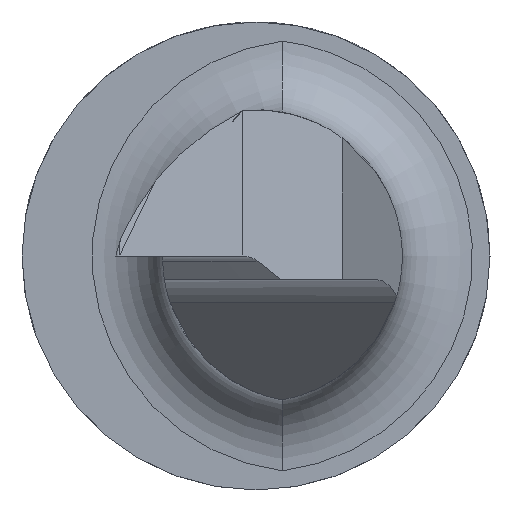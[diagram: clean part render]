
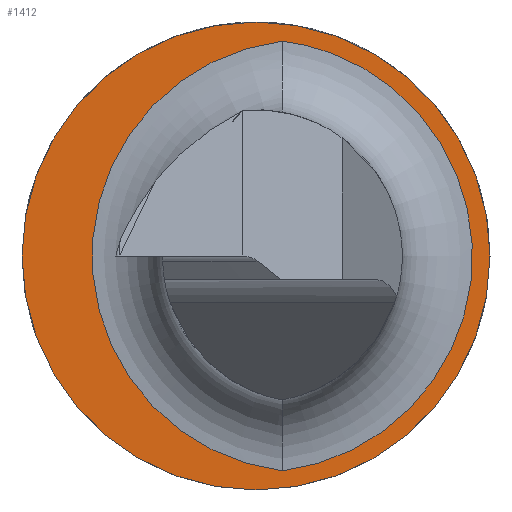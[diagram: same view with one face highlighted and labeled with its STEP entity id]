
A CAD part, left-side view. The second image highlights one B-rep face of the part: STEP entity #1412.
In plain terms, the highlighted planar face has unit normal (-1, 0, 0).
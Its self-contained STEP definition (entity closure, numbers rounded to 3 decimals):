
#872=CARTESIAN_POINT('',(31.528,3.287,1.836));
#873=VERTEX_POINT('',#872);
#987=CARTESIAN_POINT('',(31.528,3.287,-1.836));
#988=VERTEX_POINT('',#987);
#989=CARTESIAN_POINT('',(31.528,3.062,-0.0));
#990=DIRECTION('',(-1.0,0.0,-0.0));
#991=DIRECTION('',(-0.0,1.0,0.0));
#992=AXIS2_PLACEMENT_3D('',#989,#990,#991);
#993=CIRCLE('',#992,1.85);
#994=EDGE_CURVE('n� 1926',#873,#988,#993,.T.);
#1118=CARTESIAN_POINT('',(31.528,3.287,-1.836));
#1119=CARTESIAN_POINT('',(31.528,2.755,-1.771));
#1120=CARTESIAN_POINT('',(31.528,2.246,-1.514));
#1121=CARTESIAN_POINT('',(31.528,1.856,-1.072));
#1122=CARTESIAN_POINT('',(31.528,1.468,-0.0));
#1123=CARTESIAN_POINT('',(31.528,1.856,1.072));
#1124=CARTESIAN_POINT('',(31.528,2.246,1.514));
#1125=CARTESIAN_POINT('',(31.528,2.755,1.771));
#1126=CARTESIAN_POINT('',(31.528,3.287,1.836));
#1127=B_SPLINE_CURVE_WITH_KNOTS('',5,(#1118,#1119,#1120,#1121,#1122,#1123,#1124,#1125,#1126),.UNSPECIFIED.,.F.,.U.,
 (6,3,6),(0.244,1.693,3.142),.UNSPECIFIED.);
#1128=EDGE_CURVE('n� 1940',#988,#873,#1127,.T.);
#1383=CARTESIAN_POINT('',(31.528,1.512,-0.0));
#1384=VERTEX_POINT('',#1383);
#1385=CARTESIAN_POINT('',(31.528,5.512,-0.0));
#1386=VERTEX_POINT('',#1385);
#1387=CARTESIAN_POINT('',(31.528,3.512,-0.0));
#1388=DIRECTION('',(1.0,-0.0,0.0));
#1389=DIRECTION('',(-0.0,1.0,0.0));
#1390=AXIS2_PLACEMENT_3D('',#1387,#1388,#1389);
#1391=CIRCLE('',#1390,2.0);
#1392=EDGE_CURVE('n� 2063',#1384,#1386,#1391,.T.);
#1393=ORIENTED_EDGE('',*,*,#1392,.F.);
#1394=CARTESIAN_POINT('',(31.528,3.512,-0.0));
#1395=DIRECTION('',(1.0,-0.0,0.0));
#1396=DIRECTION('',(-0.0,1.0,0.0));
#1397=AXIS2_PLACEMENT_3D('',#1394,#1395,#1396);
#1398=CIRCLE('',#1397,2.0);
#1399=EDGE_CURVE('n� 2067',#1386,#1384,#1398,.T.);
#1400=ORIENTED_EDGE('',*,*,#1399,.F.);
#1401=EDGE_LOOP('',(#1393,#1400));
#1402=FACE_OUTER_BOUND('',#1401,.T.);
#1403=ORIENTED_EDGE('',*,*,#1128,.F.);
#1404=ORIENTED_EDGE('',*,*,#994,.F.);
#1405=EDGE_LOOP('',(#1403,#1404));
#1406=FACE_BOUND('',#1405,.T.);
#1407=CARTESIAN_POINT('',(31.528,1.662,-0.0));
#1408=DIRECTION('',(-1.0,0.0,-0.0));
#1409=DIRECTION('',(0.0,-1.0,-0.0));
#1410=AXIS2_PLACEMENT_3D('',#1407,#1408,#1409);
#1411=PLANE('',#1410);
#1412=ADVANCED_FACE('n� 2054',(#1402,#1406),#1411,.T.);
